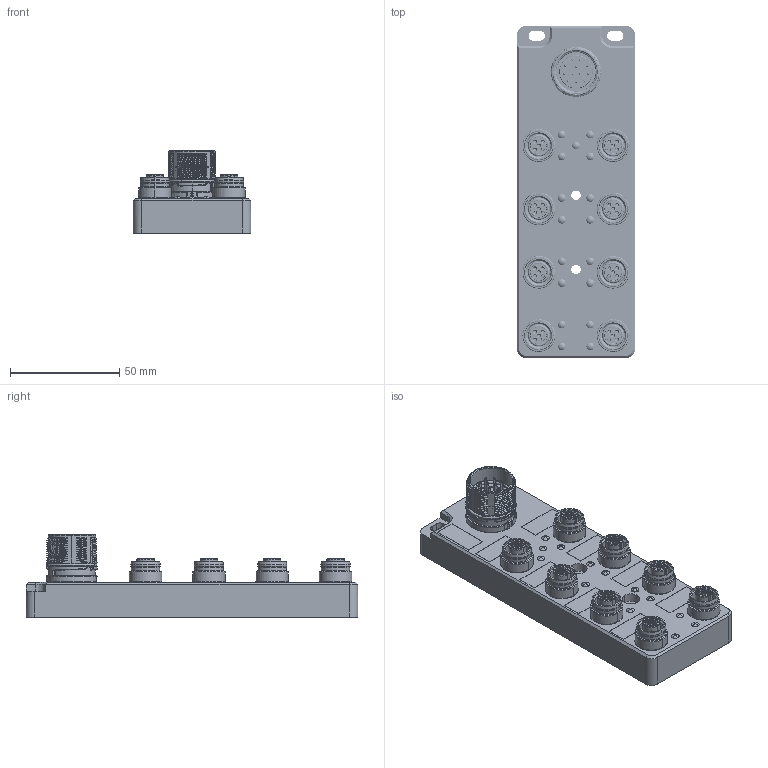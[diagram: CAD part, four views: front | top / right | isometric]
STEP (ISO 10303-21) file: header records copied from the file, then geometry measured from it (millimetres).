
FILE_DESCRIPTION(('CATIA V5 STEP Exchange','CAx-IF Rec.Pracs.--- Model Styling and Organization---1.5--- 2016-08-15','CAx-IF Rec.Pracs.---Supplemental Geometry---1.0---2011-11-01','CAx-IF Rec.Pracs.--- Composite Materials ---1.1---2010-07-15'),'2;1');
FILE_NAME ('023794-2_2', '2024-10-14T08:10:53+00:00', ('none'), ('Weidmueller'), 'CATIA Version 5-6 Release 2022 SP4 HF5', 'CATIA V5 STEP AP214 v3', 'none');
FILE_SCHEMA(('AUTOMOTIVE_DESIGN { 1 0 10303 214 1 1 1 1 }'));
Products named in the file (1): 1847920000
Bounding box: 54 x 152 x 37.65 mm (x, y, z)
Volume: 142783.6 mm3; surface area: 41523.2 mm2
Topology: 1 solids, 80 shells, 4631 faces, 13457 edges, 9195 vertices
Faces by surface type: plane 1401, cylinder 1387, bspline 1019, cone 590, torus 164, sphere 70
Entity records: 234077 total; most frequent: CARTESIAN_POINT 133938, ORIENTED_EDGE 26772, EDGE_CURVE 13386, VERTEX_POINT 9195, DIRECTION 8477, B_SPLINE_CURVE_WITH_KNOTS 7636, EDGE_LOOP 4965, ADVANCED_FACE 4631
